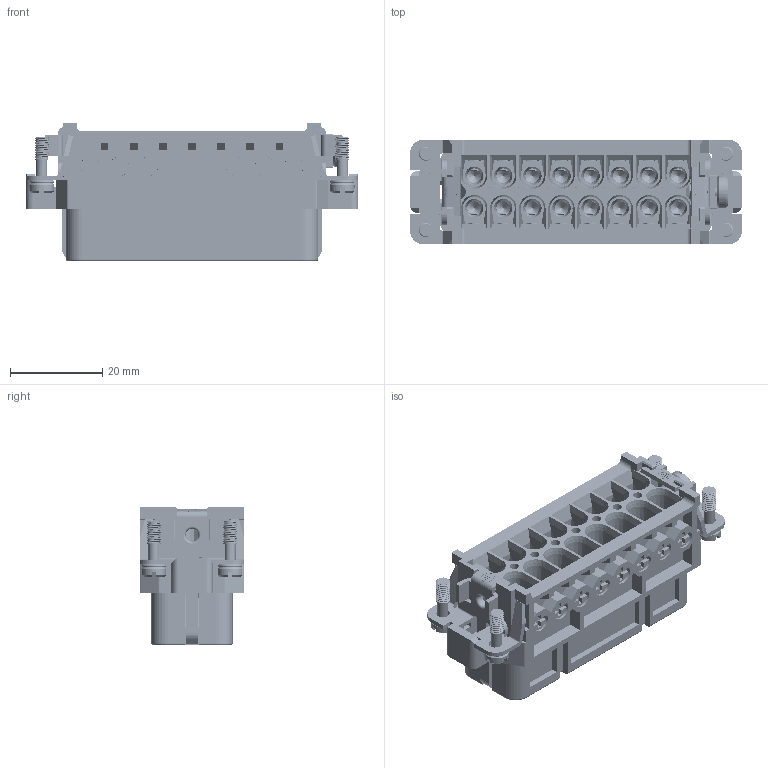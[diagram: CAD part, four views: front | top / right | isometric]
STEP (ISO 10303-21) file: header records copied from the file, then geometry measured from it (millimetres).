
FILE_DESCRIPTION(/* description */ (''),/* implementation_level */ '2;1');
FILE_NAME(/* name */ 'HA-016-F.stp',/* time_stamp */ '2023-02-06T10:36:33+08:00',/* author */ (''),/* organization */ (''),/* preprocessor_version */ 'ST-DEVELOPER v16',/* originating_system */ 'SIEMENS PLM Software NX 10.0',/* authorisation */ '');
FILE_SCHEMA (('AUTOMOTIVE_DESIGN { 1 0 10303 214 3 1 1 1 }'));
Products named in the file (1): Admi38947830j7t8
Bounding box: 71.9 x 22.7 x 30.1 mm (x, y, z)
Surface area: 30870.6 mm2 (no closed solid volume)
Topology: 0 solids, 1 shells, 3701 faces, 10996 edges, 7188 vertices
Faces by surface type: plane 2071, cylinder 689, cone 553, bspline 251, torus 137
Full cylindrical faces by diameter (mm): 2 x7, 2.4 x4, 2.6 x2, 2.8 x1, 3 x106, 5.3 x4, 7 x1
Entity records: 177764 total; most frequent: CARTESIAN_POINT 85724, ORIENTED_EDGE 20978, DIRECTION 17150, EDGE_CURVE 10489, VERTEX_POINT 6930, AXIS2_PLACEMENT_3D 5950, LINE 5250, VECTOR 5250
